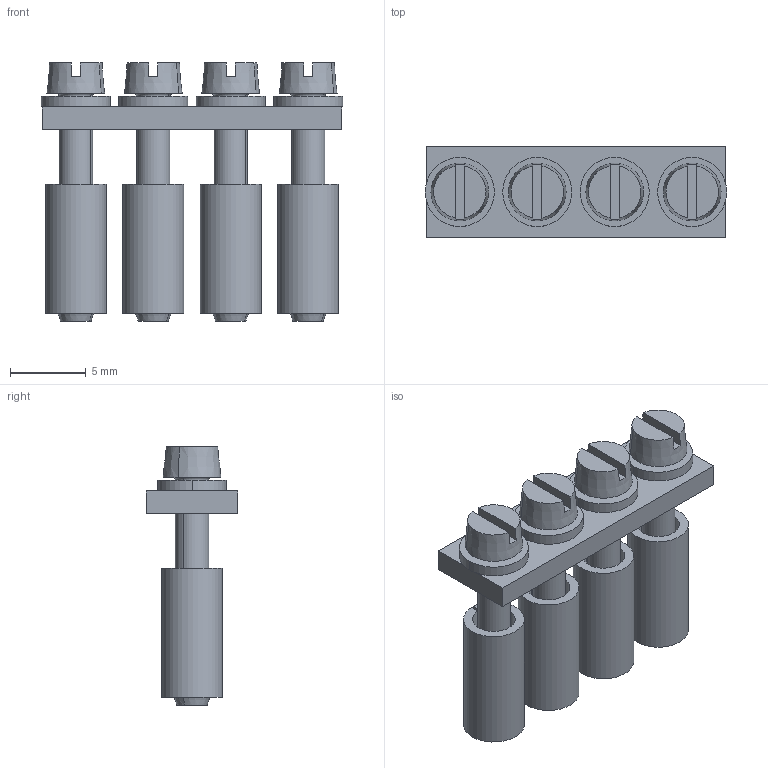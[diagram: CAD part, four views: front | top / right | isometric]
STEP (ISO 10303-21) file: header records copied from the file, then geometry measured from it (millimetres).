
FILE_DESCRIPTION(('CATIA V5 STEP Exchange','CAx-IF Rec.Pracs.--- Model Styling and Organization---1.4--- 2014-01-23'),'2;1');
FILE_NAME ('001888-2_0_0368000000_0368000000_S.stp','2021-05-13T04:26:57+00:00',('none'),('Weidmueller'),'CATIA Version 5-6 Release 2016 SP3 HF44','CATIA V5 STEP AP214','none');
FILE_SCHEMA(('AUTOMOTIVE_DESIGN { 1 0 10303 214 1 1 1 1 }'));
Length unit declared in the file: millimetre
Products named in the file (1): Produkt1_AllCATPart
Bounding box: 19.85 x 6 x 17 mm (x, y, z)
Volume: 715.6 mm3; surface area: 1907.6 mm2
Topology: 13 solids, 13 shells, 138 faces, 292 edges, 184 vertices
Faces by surface type: plane 58, cylinder 48, cone 24, torus 8
Entity records: 3450 total; most frequent: CARTESIAN_POINT 624, ORIENTED_EDGE 584, DIRECTION 474, EDGE_CURVE 292, AXIS2_PLACEMENT_3D 252, VERTEX_POINT 184, EDGE_LOOP 158, CIRCLE 152
